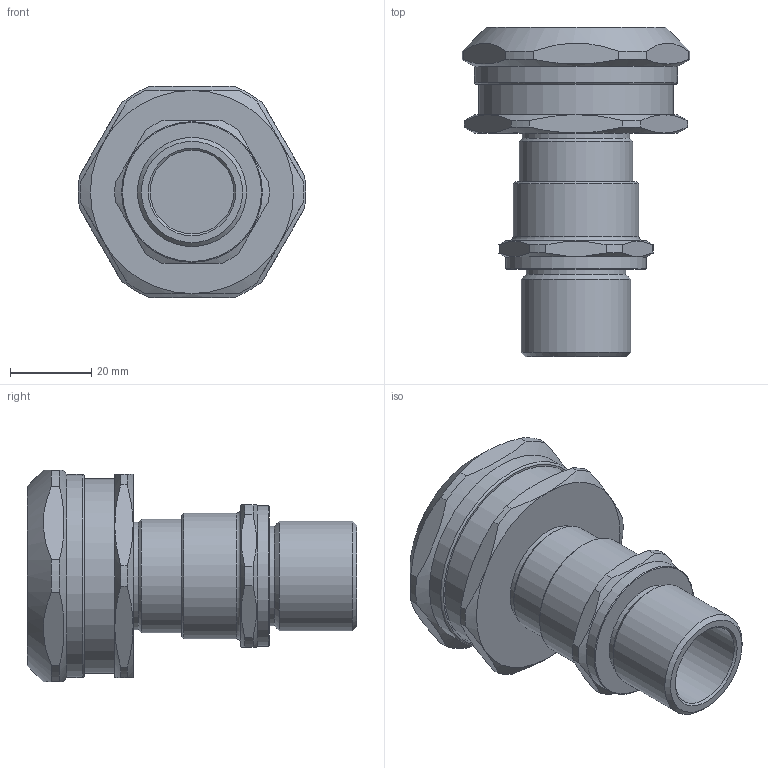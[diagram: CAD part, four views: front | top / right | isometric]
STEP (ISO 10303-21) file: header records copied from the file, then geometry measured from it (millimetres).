
FILE_DESCRIPTION(/* description */ (''),/* implementation_level */ '2;1');
FILE_NAME(/* name */ '',/* time_stamp */ '2023-08-11T08:17:17+07:00',/* author */ ('zeta-09'),/* organization */ (''),/* preprocessor_version */ 'ST-DEVELOPER v19.2',/* originating_system */ 'Autodesk Inventor 2024',/* authorisation */ '');
FILE_SCHEMA (('AUTOMOTIVE_DESIGN { 1 0 10303 214 3 1 1 }'));
Length unit declared in the file: millimetre
Products named in the file (1): Деталь6
Bounding box: 55.94 x 81 x 52 mm (x, y, z)
Volume: 81699.2 mm3; surface area: 15794.6 mm2
Topology: 1 solids, 1 shells, 80 faces, 189 edges, 119 vertices
Faces by surface type: plane 28, cylinder 28, cone 21, torus 3
Full cylindrical faces by diameter (mm): 20.5 x1, 24.5 x1, 26.5 x1, 26.9 x1, 28 x1, 31 x1, 34.6 x1, 41 x1, 48 x1, 50 x1
Entity records: 2402 total; most frequent: CARTESIAN_POINT 485, DIRECTION 389, ORIENTED_EDGE 378, EDGE_CURVE 189, AXIS2_PLACEMENT_3D 167, VERTEX_POINT 119, EDGE_LOOP 88, CIRCLE 86
